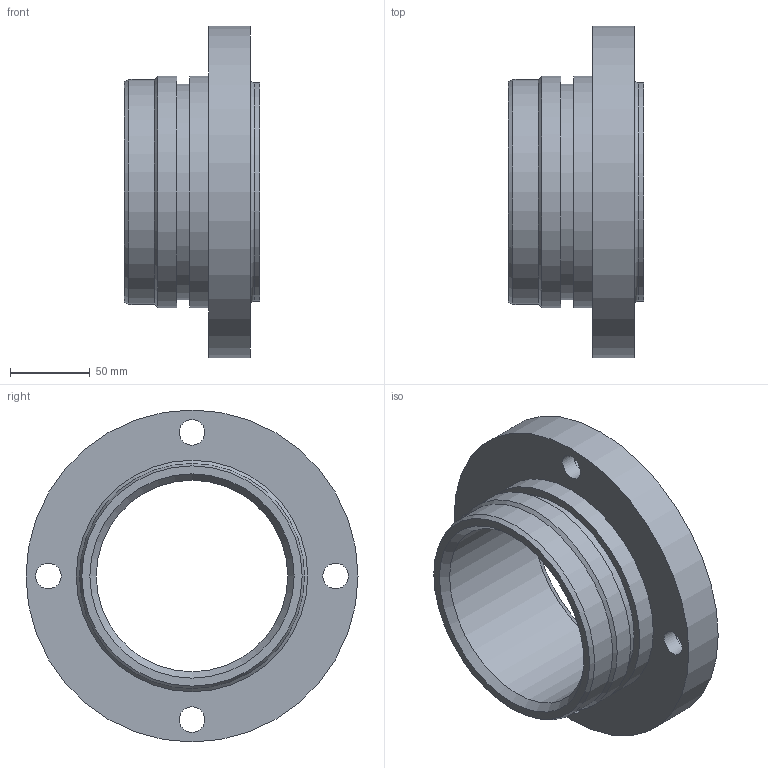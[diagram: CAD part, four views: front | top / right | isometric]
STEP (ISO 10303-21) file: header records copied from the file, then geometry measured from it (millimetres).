
FILE_DESCRIPTION(('STEP AP242'), '1');
FILE_NAME('34. Âòóëêà óïëîòíåíèÿ (â çàäíåì êîíöåâîì óïëîòíåíèè)', '', ('UNSPECIFIED'), ('UNSPECIFIED'), 'C3D Converter', 'C3D Toolkit', '');
FILE_SCHEMA(('AP242_MANAGED_MODEL_BASED_3D_ENGINEERING_MIM_LF { 1 0 10303 442 1 1 4 }'));
Length unit declared in the file: millimetre
Bounding box: 85 x 208 x 208 mm (x, y, z)
Volume: 805097 mm3; surface area: 126822.9 mm2
Topology: 1 solids, 1 shells, 30 faces, 54 edges, 34 vertices
Faces by surface type: cylinder 15, plane 10, cone 4, torus 1
Full cylindrical faces by diameter (mm): 16 x4, 24 x4, 120 x1, 135 x1, 137 x1, 141 x1, 145 x2, 208 x1
Entity records: 944 total; most frequent: DIRECTION 130, CARTESIAN_POINT 99, EDGE_LOOP 68, ORIENTED_EDGE 68, AXIS2_PLACEMENT_3D 65, FACE_OUTER_BOUND 40, EDGE_CURVE 34, VERTEX_POINT 34
